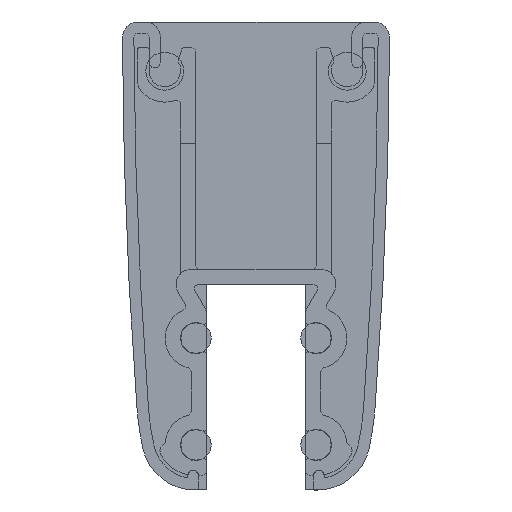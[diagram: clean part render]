
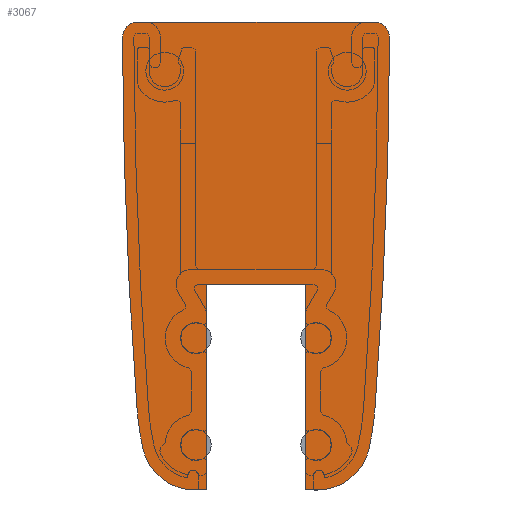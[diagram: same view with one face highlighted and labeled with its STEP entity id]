
A CAD part, left-side view. The second image highlights one B-rep face of the part: STEP entity #3067.
In plain terms, the highlighted planar face has unit normal (-1, 0, 0).
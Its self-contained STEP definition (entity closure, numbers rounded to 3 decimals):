
#230=PLANE('',#3546);
#320=FACE_OUTER_BOUND('',#484,.T.);
#484=EDGE_LOOP('',(#2330,#2331,#2332,#2333,#2334,#2335,#2336,#2337,#2338,
#2339,#2340,#2341,#2342,#2343));
#673=LINE('',#5031,#923);
#699=LINE('',#5187,#949);
#701=LINE('',#5192,#951);
#702=LINE('',#5194,#952);
#703=LINE('',#5196,#953);
#704=LINE('',#5204,#954);
#923=VECTOR('',#4031,10.);
#949=VECTOR('',#4165,10.);
#951=VECTOR('',#4169,10.);
#952=VECTOR('',#4170,10.);
#953=VECTOR('',#4171,10.);
#954=VECTOR('',#4180,10.);
#1160=CIRCLE('',#3480,2.);
#1163=CIRCLE('',#3484,670.);
#1165=CIRCLE('',#3487,42.);
#1167=CIRCLE('',#3490,7.);
#1220=CIRCLE('',#3547,7.);
#1221=CIRCLE('',#3548,42.);
#1222=CIRCLE('',#3549,670.);
#1223=CIRCLE('',#3550,2.);
#1383=VERTEX_POINT('',#5000);
#1384=VERTEX_POINT('',#5001);
#1388=VERTEX_POINT('',#5011);
#1390=VERTEX_POINT('',#5017);
#1392=VERTEX_POINT('',#5023);
#1394=VERTEX_POINT('',#5029);
#1470=VERTEX_POINT('',#5186);
#1471=VERTEX_POINT('',#5190);
#1472=VERTEX_POINT('',#5191);
#1473=VERTEX_POINT('',#5193);
#1474=VERTEX_POINT('',#5195);
#1475=VERTEX_POINT('',#5197);
#1476=VERTEX_POINT('',#5199);
#1477=VERTEX_POINT('',#5201);
#1705=EDGE_CURVE('',#1383,#1384,#1160,.T.);
#1711=EDGE_CURVE('',#1388,#1384,#1163,.T.);
#1714=EDGE_CURVE('',#1390,#1388,#1165,.T.);
#1717=EDGE_CURVE('',#1392,#1390,#1167,.T.);
#1720=EDGE_CURVE('',#1394,#1392,#673,.T.);
#1798=EDGE_CURVE('',#1470,#1383,#699,.T.);
#1800=EDGE_CURVE('',#1471,#1472,#701,.T.);
#1801=EDGE_CURVE('',#1471,#1473,#702,.T.);
#1802=EDGE_CURVE('',#1473,#1474,#703,.T.);
#1803=EDGE_CURVE('',#1474,#1475,#1220,.T.);
#1804=EDGE_CURVE('',#1475,#1476,#1221,.T.);
#1805=EDGE_CURVE('',#1476,#1477,#1222,.T.);
#1806=EDGE_CURVE('',#1470,#1477,#1223,.T.);
#1807=EDGE_CURVE('',#1472,#1394,#704,.T.);
#2330=ORIENTED_EDGE('',*,*,#1800,.F.);
#2331=ORIENTED_EDGE('',*,*,#1801,.T.);
#2332=ORIENTED_EDGE('',*,*,#1802,.T.);
#2333=ORIENTED_EDGE('',*,*,#1803,.T.);
#2334=ORIENTED_EDGE('',*,*,#1804,.T.);
#2335=ORIENTED_EDGE('',*,*,#1805,.T.);
#2336=ORIENTED_EDGE('',*,*,#1806,.F.);
#2337=ORIENTED_EDGE('',*,*,#1798,.T.);
#2338=ORIENTED_EDGE('',*,*,#1705,.T.);
#2339=ORIENTED_EDGE('',*,*,#1711,.F.);
#2340=ORIENTED_EDGE('',*,*,#1714,.F.);
#2341=ORIENTED_EDGE('',*,*,#1717,.F.);
#2342=ORIENTED_EDGE('',*,*,#1720,.F.);
#2343=ORIENTED_EDGE('',*,*,#1807,.F.);
#3067=ADVANCED_FACE('',(#320),#230,.F.);
#3480=AXIS2_PLACEMENT_3D('',#5002,#4000,#4001);
#3484=AXIS2_PLACEMENT_3D('',#5013,#4011,#4012);
#3487=AXIS2_PLACEMENT_3D('',#5019,#4018,#4019);
#3490=AXIS2_PLACEMENT_3D('',#5025,#4025,#4026);
#3546=AXIS2_PLACEMENT_3D('',#5189,#4167,#4168);
#3547=AXIS2_PLACEMENT_3D('',#5198,#4172,#4173);
#3548=AXIS2_PLACEMENT_3D('',#5200,#4174,#4175);
#3549=AXIS2_PLACEMENT_3D('',#5202,#4176,#4177);
#3550=AXIS2_PLACEMENT_3D('',#5203,#4178,#4179);
#4000=DIRECTION('center_axis',(-1.,0.,0.));
#4001=DIRECTION('ref_axis',(0.,0.708,0.706));
#4011=DIRECTION('center_axis',(1.,0.,0.));
#4012=DIRECTION('ref_axis',(0.,0.997,-0.075));
#4018=DIRECTION('center_axis',(1.,0.,0.));
#4019=DIRECTION('ref_axis',(0.,0.979,-0.202));
#4025=DIRECTION('center_axis',(1.,0.,0.));
#4026=DIRECTION('ref_axis',(0.,0.,-1.));
#4031=DIRECTION('',(0.,1.,0.));
#4165=DIRECTION('',(0.,1.,0.));
#4167=DIRECTION('center_axis',(1.,0.,0.));
#4168=DIRECTION('ref_axis',(0.,0.,-1.));
#4169=DIRECTION('',(0.,1.,0.));
#4170=DIRECTION('',(0.,0.,-1.));
#4171=DIRECTION('',(0.,-1.,0.));
#4172=DIRECTION('center_axis',(-1.,0.,0.));
#4173=DIRECTION('ref_axis',(0.,0.,-1.));
#4174=DIRECTION('center_axis',(-1.,0.,0.));
#4175=DIRECTION('ref_axis',(0.,-0.979,-0.202));
#4176=DIRECTION('center_axis',(-1.,0.,0.));
#4177=DIRECTION('ref_axis',(0.,-0.997,-0.075));
#4178=DIRECTION('center_axis',(1.,0.,0.));
#4179=DIRECTION('ref_axis',(0.,-0.708,0.706));
#4180=DIRECTION('',(0.,0.,-1.));
#5000=CARTESIAN_POINT('',(-17.,13.997,3.4));
#5001=CARTESIAN_POINT('',(-17.,15.997,1.394));
#5002=CARTESIAN_POINT('Origin',(-17.,13.997,1.4));
#5011=CARTESIAN_POINT('',(-17.,14.102,-46.989));
#5013=CARTESIAN_POINT('Origin',(-17.,-654.,3.4));
#5017=CARTESIAN_POINT('',(-17.,13.356,-52.314));
#5019=CARTESIAN_POINT('Origin',(-17.,-27.779,-43.83));
#5023=CARTESIAN_POINT('',(-17.,6.5,-57.9));
#5025=CARTESIAN_POINT('Origin',(-17.,6.5,-50.9));
#5029=CARTESIAN_POINT('',(-17.,5.,-57.9));
#5031=CARTESIAN_POINT('',(-17.,5.,-57.9));
#5186=CARTESIAN_POINT('',(-17.,-16.997,3.4));
#5187=CARTESIAN_POINT('',(-17.,-19.,3.4));
#5189=CARTESIAN_POINT('Origin',(-17.,-9.253,-38.));
#5190=CARTESIAN_POINT('',(-17.,-8.,-31.));
#5191=CARTESIAN_POINT('',(-17.,5.,-31.));
#5192=CARTESIAN_POINT('',(-17.,-3.,-31.));
#5193=CARTESIAN_POINT('',(-17.,-8.,-57.9));
#5194=CARTESIAN_POINT('',(-17.,-8.,-31.));
#5195=CARTESIAN_POINT('',(-17.,-9.5,-57.9));
#5196=CARTESIAN_POINT('',(-17.,-8.,-57.9));
#5197=CARTESIAN_POINT('',(-17.,-16.356,-52.314));
#5198=CARTESIAN_POINT('Origin',(-17.,-9.5,-50.9));
#5199=CARTESIAN_POINT('',(-17.,-17.102,-46.989));
#5200=CARTESIAN_POINT('Origin',(-17.,24.779,-43.83));
#5201=CARTESIAN_POINT('',(-17.,-18.997,1.394));
#5202=CARTESIAN_POINT('Origin',(-17.,651.,3.4));
#5203=CARTESIAN_POINT('Origin',(-17.,-16.997,1.4));
#5204=CARTESIAN_POINT('',(-17.,5.,-31.));
